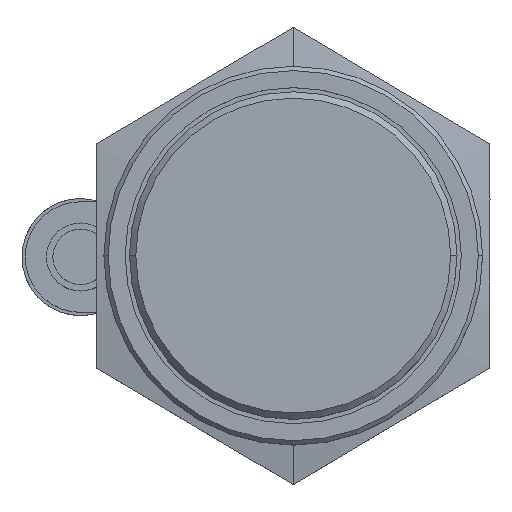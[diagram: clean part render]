
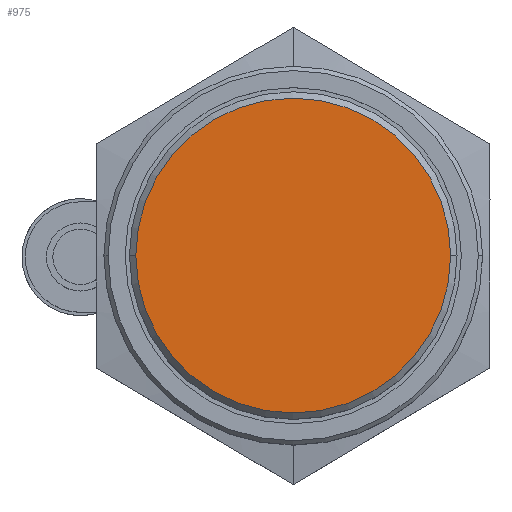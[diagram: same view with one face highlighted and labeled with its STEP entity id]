
A CAD part, top view. The second image highlights one B-rep face of the part: STEP entity #975.
In plain terms, the highlighted planar face has unit normal (0, 0, 1).
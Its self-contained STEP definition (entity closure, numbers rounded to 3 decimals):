
#23 = CARTESIAN_POINT ( 'NONE',  ( -7.4, 0., 9. ) ) ;
#703 = VERTEX_POINT ( 'NONE', #1390 ) ;
#913 = EDGE_LOOP ( 'NONE', ( #3145, #3002 ) ) ;
#975 = ADVANCED_FACE ( 'NONE', ( #6583 ), #1890, .T. ) ;
#1136 = DIRECTION ( 'NONE',  ( 0., 0., 1. ) ) ;
#1377 = DIRECTION ( 'NONE',  ( 1., 0., 0. ) ) ;
#1390 = CARTESIAN_POINT ( 'NONE',  ( 7.4, 0., 9. ) ) ;
#1413 = AXIS2_PLACEMENT_3D ( 'NONE', #4104, #6204, #1511 ) ;
#1511 = DIRECTION ( 'NONE',  ( -1., 0., 0. ) ) ;
#1890 = PLANE ( 'NONE',  #5367 ) ;
#2506 = EDGE_CURVE ( 'NONE', #2539, #703, #5238, .T. ) ;
#2539 = VERTEX_POINT ( 'NONE', #23 ) ;
#2622 = EDGE_CURVE ( 'NONE', #703, #2539, #3584, .T. ) ;
#3002 = ORIENTED_EDGE ( 'NONE', *, *, #2622, .T. ) ;
#3145 = ORIENTED_EDGE ( 'NONE', *, *, #2506, .T. ) ;
#3202 = DIRECTION ( 'NONE',  ( -1., 0., 0. ) ) ;
#3584 = CIRCLE ( 'NONE', #6545, 7.4 ) ;
#3974 = CARTESIAN_POINT ( 'NONE',  ( -7.489, -7.489, 9. ) ) ;
#4104 = CARTESIAN_POINT ( 'NONE',  ( 0., 0., 9. ) ) ;
#5238 = CIRCLE ( 'NONE', #1413, 7.4 ) ;
#5367 = AXIS2_PLACEMENT_3D ( 'NONE', #3974, #6068, #1377 ) ;
#5832 = CARTESIAN_POINT ( 'NONE',  ( 0., 0., 9. ) ) ;
#6068 = DIRECTION ( 'NONE',  ( 0., 0., 1. ) ) ;
#6204 = DIRECTION ( 'NONE',  ( 0., 0., 1. ) ) ;
#6545 = AXIS2_PLACEMENT_3D ( 'NONE', #5832, #1136, #3202 ) ;
#6583 = FACE_OUTER_BOUND ( 'NONE', #913, .T. ) ;
